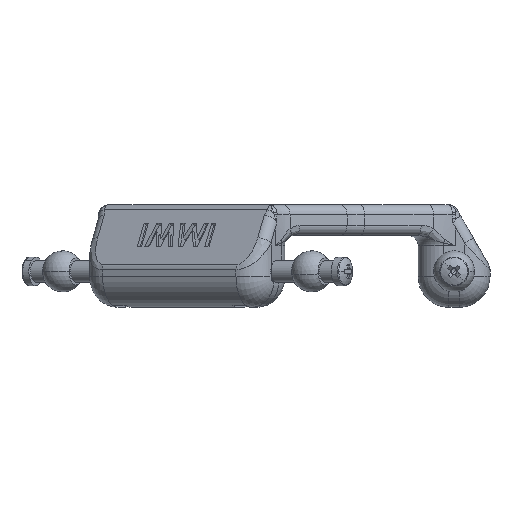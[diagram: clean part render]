
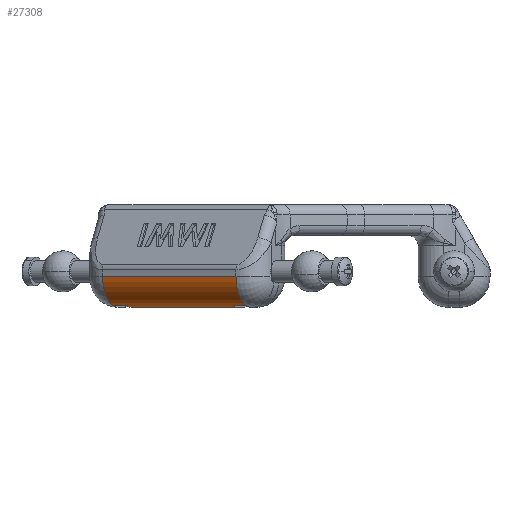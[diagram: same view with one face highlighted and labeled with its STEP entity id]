
A CAD part, left-side view. The second image highlights one B-rep face of the part: STEP entity #27308.
In plain terms, the highlighted cylindrical face has radius 6 mm (diameter 12 mm), a partial arc.
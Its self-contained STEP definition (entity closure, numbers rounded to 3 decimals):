
#71 = DIRECTION ( 'NONE',  ( 0.5, 0.866, 0. ) ) ;
#392 = LINE ( 'NONE', #8776, #7001 ) ;
#486 = DIRECTION ( 'NONE',  ( 0.5, 0.866, 0. ) ) ;
#1710 = CARTESIAN_POINT ( 'NONE',  ( -40.048, 5.917, -13.657 ) ) ;
#1951 = EDGE_LOOP ( 'NONE', ( #20069, #14828, #19174, #8087, #8987, #10775, #16270, #12294, #7494, #19112, #19065, #12310 ) ) ;
#2090 = CARTESIAN_POINT ( 'NONE',  ( -30.866, 17.821, -14. ) ) ;
#3685 = EDGE_CURVE ( 'NONE', #20112, #4751, #29184, .T. ) ;
#3899 = AXIS2_PLACEMENT_3D ( 'NONE', #30921, #23291, #18598 ) ;
#4392 = DIRECTION ( 'NONE',  ( -0.866, 0.5, 0. ) ) ;
#4705 = VERTEX_POINT ( 'NONE', #7428 ) ;
#4751 = VERTEX_POINT ( 'NONE', #14489 ) ;
#5388 = CIRCLE ( 'NONE', #15638, 6. ) ;
#5454 = LINE ( 'NONE', #25467, #30014 ) ;
#5634 = EDGE_CURVE ( 'NONE', #20112, #4705, #25152, .T. ) ;
#6047 = DIRECTION ( 'NONE',  ( 0.5, 0.866, 0. ) ) ;
#6417 = CIRCLE ( 'NONE', #9917, 6. ) ;
#6901 = DIRECTION ( 'NONE',  ( -0.5, -0.866, 0. ) ) ;
#7001 = VECTOR ( 'NONE', #23334, 1000. ) ;
#7428 = CARTESIAN_POINT ( 'NONE',  ( -43.562, 7.83, -8. ) ) ;
#7450 = VERTEX_POINT ( 'NONE', #30717 ) ;
#7494 = ORIENTED_EDGE ( 'NONE', *, *, #19378, .F. ) ;
#8087 = ORIENTED_EDGE ( 'NONE', *, *, #5634, .F. ) ;
#8235 = CARTESIAN_POINT ( 'NONE',  ( -38.316, 4.917, -8. ) ) ;
#8776 = CARTESIAN_POINT ( 'NONE',  ( -40.048, 5.917, -13.657 ) ) ;
#8909 = DIRECTION ( 'NONE',  ( -0.5, -0.866, 0. ) ) ;
#8951 = CARTESIAN_POINT ( 'NONE',  ( -28.562, 33.811, -8. ) ) ;
#8987 = ORIENTED_EDGE ( 'NONE', *, *, #3685, .T. ) ;
#9008 = DIRECTION ( 'NONE',  ( 0.5, 0.866, 0. ) ) ;
#9265 = VERTEX_POINT ( 'NONE', #12027 ) ;
#9363 = CARTESIAN_POINT ( 'NONE',  ( -23.416, 30.724, -8. ) ) ;
#9833 = DIRECTION ( 'NONE',  ( 0.866, -0.5, 0. ) ) ;
#9917 = AXIS2_PLACEMENT_3D ( 'NONE', #21262, #9008, #13768 ) ;
#10415 = VECTOR ( 'NONE', #71, 1000. ) ;
#10487 = EDGE_CURVE ( 'NONE', #4705, #13337, #32115, .T. ) ;
#10775 = ORIENTED_EDGE ( 'NONE', *, *, #12898, .F. ) ;
#11274 = CARTESIAN_POINT ( 'NONE',  ( -25.148, 31.724, -13.657 ) ) ;
#11529 = EDGE_CURVE ( 'NONE', #23486, #13246, #22249, .T. ) ;
#11997 = CARTESIAN_POINT ( 'NONE',  ( -38.366, 4.83, -8. ) ) ;
#12027 = CARTESIAN_POINT ( 'NONE',  ( -36.866, 7.428, -14. ) ) ;
#12294 = ORIENTED_EDGE ( 'NONE', *, *, #15696, .F. ) ;
#12310 = ORIENTED_EDGE ( 'NONE', *, *, #15689, .F. ) ;
#12898 = EDGE_CURVE ( 'NONE', #13246, #4751, #5454, .T. ) ;
#13246 = VERTEX_POINT ( 'NONE', #28253 ) ;
#13337 = VERTEX_POINT ( 'NONE', #27946 ) ;
#13768 = DIRECTION ( 'NONE',  ( 0.866, -0.5, 0. ) ) ;
#13910 = AXIS2_PLACEMENT_3D ( 'NONE', #27950, #15643, #9833 ) ;
#14489 = CARTESIAN_POINT ( 'NONE',  ( -23.366, 30.811, -14. ) ) ;
#14828 = ORIENTED_EDGE ( 'NONE', *, *, #20235, .F. ) ;
#15344 = FACE_OUTER_BOUND ( 'NONE', #1951, .T. ) ;
#15638 = AXIS2_PLACEMENT_3D ( 'NONE', #8235, #30657, #15852 ) ;
#15643 = DIRECTION ( 'NONE',  ( -0.5, -0.866, 0. ) ) ;
#15689 = EDGE_CURVE ( 'NONE', #15851, #23828, #392, .T. ) ;
#15696 = EDGE_CURVE ( 'NONE', #7450, #23486, #20206, .T. ) ;
#15851 = VERTEX_POINT ( 'NONE', #1710 ) ;
#15852 = DIRECTION ( 'NONE',  ( 0.866, -0.5, 0. ) ) ;
#15954 = CARTESIAN_POINT ( 'NONE',  ( -26.598, 29.213, -13.657 ) ) ;
#16270 = ORIENTED_EDGE ( 'NONE', *, *, #11529, .F. ) ;
#16333 = DIRECTION ( 'NONE',  ( -0.5, -0.866, 0. ) ) ;
#16870 = DIRECTION ( 'NONE',  ( -0.866, 0.5, 0. ) ) ;
#17717 = EDGE_CURVE ( 'NONE', #9265, #29363, #24405, .T. ) ;
#18598 = DIRECTION ( 'NONE',  ( -0.866, 0.5, 0. ) ) ;
#19065 = ORIENTED_EDGE ( 'NONE', *, *, #20089, .F. ) ;
#19073 = CARTESIAN_POINT ( 'NONE',  ( -26.062, 38.141, -8. ) ) ;
#19112 = ORIENTED_EDGE ( 'NONE', *, *, #17717, .F. ) ;
#19174 = ORIENTED_EDGE ( 'NONE', *, *, #10487, .F. ) ;
#19378 = EDGE_CURVE ( 'NONE', #29363, #7450, #6417, .T. ) ;
#19963 = LINE ( 'NONE', #2090, #28965 ) ;
#20069 = ORIENTED_EDGE ( 'NONE', *, *, #22527, .F. ) ;
#20089 = EDGE_CURVE ( 'NONE', #23828, #9265, #27397, .T. ) ;
#20112 = VERTEX_POINT ( 'NONE', #8951 ) ;
#20206 = LINE ( 'NONE', #15954, #28026 ) ;
#20235 = EDGE_CURVE ( 'NONE', #13337, #22679, #19963, .T. ) ;
#21134 = CYLINDRICAL_SURFACE ( 'NONE', #3899, 6. ) ;
#21262 = CARTESIAN_POINT ( 'NONE',  ( -24.866, 28.213, -8. ) ) ;
#22249 = CIRCLE ( 'NONE', #24103, 6. ) ;
#22527 = EDGE_CURVE ( 'NONE', #22679, #15851, #5388, .T. ) ;
#22540 = CARTESIAN_POINT ( 'NONE',  ( -30.866, 17.821, -14. ) ) ;
#22679 = VERTEX_POINT ( 'NONE', #29340 ) ;
#23291 = DIRECTION ( 'NONE',  ( 0.5, 0.866, 0. ) ) ;
#23334 = DIRECTION ( 'NONE',  ( 0.5, 0.866, 0. ) ) ;
#23430 = AXIS2_PLACEMENT_3D ( 'NONE', #11997, #6901, #4392 ) ;
#23486 = VERTEX_POINT ( 'NONE', #11274 ) ;
#23812 = DIRECTION ( 'NONE',  ( -0.866, 0.5, 0. ) ) ;
#23828 = VERTEX_POINT ( 'NONE', #30138 ) ;
#24103 = AXIS2_PLACEMENT_3D ( 'NONE', #9363, #16333, #23812 ) ;
#24263 = DIRECTION ( 'NONE',  ( -0.5, -0.866, 0. ) ) ;
#24405 = LINE ( 'NONE', #22540, #10415 ) ;
#24762 = VECTOR ( 'NONE', #8909, 1000. ) ;
#25152 = LINE ( 'NONE', #19073, #24762 ) ;
#25210 = CARTESIAN_POINT ( 'NONE',  ( -24.866, 28.213, -14. ) ) ;
#25467 = CARTESIAN_POINT ( 'NONE',  ( -30.866, 17.821, -14. ) ) ;
#26992 = DIRECTION ( 'NONE',  ( 0.5, 0.866, 0. ) ) ;
#27308 = ADVANCED_FACE ( 'NONE', ( #15344 ), #21134, .T. ) ;
#27397 = CIRCLE ( 'NONE', #28251, 6. ) ;
#27946 = CARTESIAN_POINT ( 'NONE',  ( -38.366, 4.83, -14. ) ) ;
#27950 = CARTESIAN_POINT ( 'NONE',  ( -23.366, 30.811, -8. ) ) ;
#28026 = VECTOR ( 'NONE', #6047, 1000. ) ;
#28251 = AXIS2_PLACEMENT_3D ( 'NONE', #29073, #24263, #16870 ) ;
#28253 = CARTESIAN_POINT ( 'NONE',  ( -23.416, 30.724, -14. ) ) ;
#28965 = VECTOR ( 'NONE', #26992, 1000. ) ;
#29073 = CARTESIAN_POINT ( 'NONE',  ( -36.866, 7.428, -8. ) ) ;
#29184 = CIRCLE ( 'NONE', #13910, 6. ) ;
#29340 = CARTESIAN_POINT ( 'NONE',  ( -38.316, 4.917, -14. ) ) ;
#29363 = VERTEX_POINT ( 'NONE', #25210 ) ;
#30014 = VECTOR ( 'NONE', #486, 1000. ) ;
#30138 = CARTESIAN_POINT ( 'NONE',  ( -38.598, 8.428, -13.657 ) ) ;
#30657 = DIRECTION ( 'NONE',  ( 0.5, 0.866, 0. ) ) ;
#30717 = CARTESIAN_POINT ( 'NONE',  ( -26.598, 29.213, -13.657 ) ) ;
#30921 = CARTESIAN_POINT ( 'NONE',  ( -30.866, 17.821, -8. ) ) ;
#32115 = CIRCLE ( 'NONE', #23430, 6. ) ;
